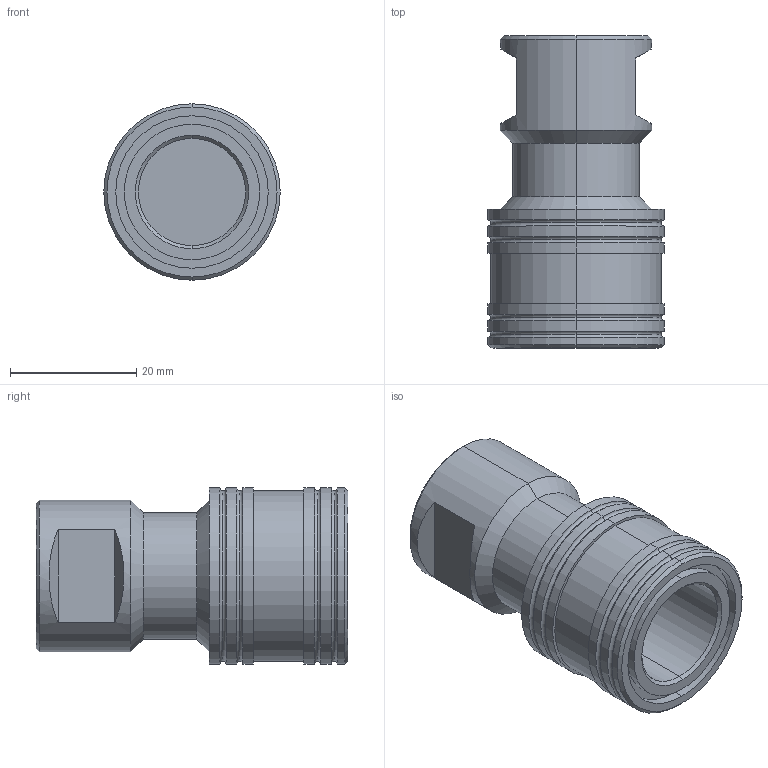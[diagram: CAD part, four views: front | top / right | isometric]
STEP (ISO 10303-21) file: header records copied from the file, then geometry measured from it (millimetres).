
FILE_DESCRIPTION (( 'STEP AP214' ), '1' );
FILE_NAME ('952 044 Hydr.-Steck-Kupplung MT. HA5011 MT.STEP', '2014-04-22T11:08:28', ( '' ), ( '' ), 'SwSTEP 2.0', 'SolidWorks 2013', '' );
FILE_SCHEMA (( 'AUTOMOTIVE_DESIGN' ));
Length unit declared in the file: millimetre
Products named in the file (1): 952 044 Hydr.-Steck-Kupplung MT. HA5011 MT
Bounding box: 28 x 49.5 x 28 mm (x, y, z)
Volume: 17986.3 mm3; surface area: 7047.1 mm2
Topology: 1 solids, 1 shells, 69 faces, 136 edges, 78 vertices
Faces by surface type: cylinder 26, torus 16, plane 15, cone 12
Entity records: 1806 total; most frequent: DIRECTION 358, CARTESIAN_POINT 296, ORIENTED_EDGE 272, AXIS2_PLACEMENT_3D 156, EDGE_CURVE 136, CIRCLE 86, VERTEX_POINT 78, EDGE_LOOP 78
